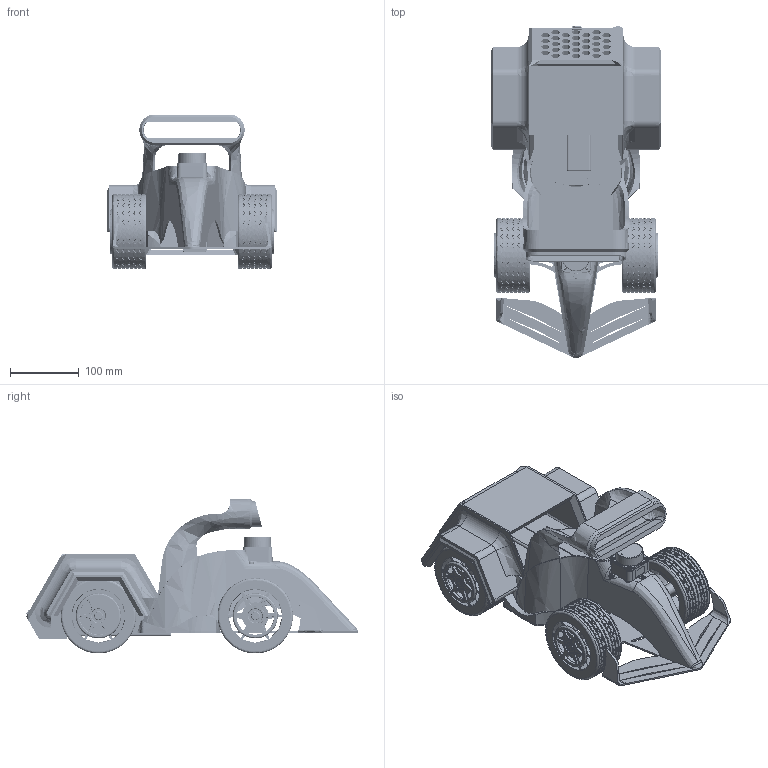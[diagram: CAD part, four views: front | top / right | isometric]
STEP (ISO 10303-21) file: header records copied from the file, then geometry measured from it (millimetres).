
FILE_DESCRIPTION(('FreeCAD Model'),'2;1');
FILE_NAME('Open CASCADE Shape Model','2025-05-02T18:05:56',('FreeCAD'),( 'FreeCAD'),'Open CASCADE STEP processor 7.6','FreeCAD','Unknown');
FILE_SCHEMA(('AUTOMOTIVE_DESIGN { 1 0 10303 214 1 1 1 1 }'));
Products named in the file (1): Open CASCADE STEP translator 7.6 1
Bounding box: 248.32 x 484.55 x 226.14 mm (x, y, z)
Volume: 2235441.7 mm3; surface area: 1006534.2 mm2
Topology: 63 solids, 66 shells, 10102 faces, 28336 edges, 18637 vertices
Faces by surface type: bspline 10102
Entity records: 366484 total; most frequent: CARTESIAN_POINT 203766, ORIENTED_EDGE 56625, EDGE_CURVE 28315, B_SPLINE_CURVE_WITH_KNOTS 19615, VERTEX_POINT 18637, FACE_BOUND 10783, EDGE_LOOP 10783, ADVANCED_FACE 10102
